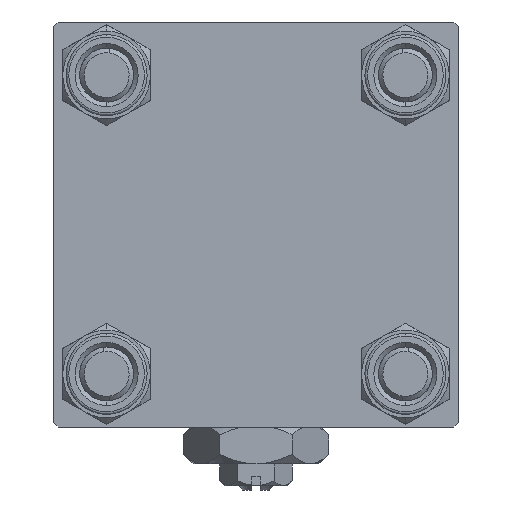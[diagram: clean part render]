
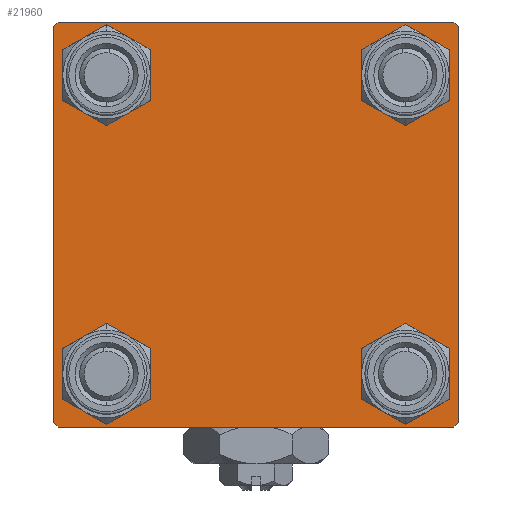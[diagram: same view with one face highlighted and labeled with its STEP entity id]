
A CAD part, left-side view. The second image highlights one B-rep face of the part: STEP entity #21960.
In plain terms, the highlighted planar face has unit normal (-1, 0, 0).
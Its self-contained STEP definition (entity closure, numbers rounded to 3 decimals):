
#197 = CARTESIAN_POINT ( 'NONE',  ( 0., 22.25, -22.25 ) ) ;
#237 = VERTEX_POINT ( 'NONE', #4386 ) ;
#355 = LINE ( 'NONE', #36869, #15465 ) ;
#865 = VERTEX_POINT ( 'NONE', #18228 ) ;
#1106 = CIRCLE ( 'NONE', #20108, 3.5 ) ;
#1522 = LINE ( 'NONE', #9902, #23506 ) ;
#1578 = LINE ( 'NONE', #34326, #19739 ) ;
#1803 = VERTEX_POINT ( 'NONE', #45151 ) ;
#1962 = ORIENTED_EDGE ( 'NONE', *, *, #50106, .T. ) ;
#2176 = CIRCLE ( 'NONE', #40186, 3.5 ) ;
#2670 = FACE_BOUND ( 'NONE', #42471, .T. ) ;
#2984 = CARTESIAN_POINT ( 'NONE',  ( 0., -22., -22.5 ) ) ;
#3666 = EDGE_CURVE ( 'NONE', #50410, #6384, #16319, .T. ) ;
#3827 = DIRECTION ( 'NONE',  ( 0., 0.707, -0.707 ) ) ;
#3985 = LINE ( 'NONE', #197, #8846 ) ;
#4306 = EDGE_CURVE ( 'NONE', #20191, #1803, #355, .T. ) ;
#4386 = CARTESIAN_POINT ( 'NONE',  ( 0., -16.6, 20.1 ) ) ;
#4868 = DIRECTION ( 'NONE',  ( 1., 0., 0. ) ) ;
#5007 = CARTESIAN_POINT ( 'NONE',  ( 0., -22.5, 22.5 ) ) ;
#5261 = VERTEX_POINT ( 'NONE', #15827 ) ;
#5266 = AXIS2_PLACEMENT_3D ( 'NONE', #15347, #22690, #31360 ) ;
#5784 = ORIENTED_EDGE ( 'NONE', *, *, #17108, .T. ) ;
#6384 = VERTEX_POINT ( 'NONE', #25573 ) ;
#6702 = CARTESIAN_POINT ( 'NONE',  ( 0., -22.5, 22. ) ) ;
#7084 = DIRECTION ( 'NONE',  ( 1., 0., 0. ) ) ;
#7771 = CARTESIAN_POINT ( 'NONE',  ( 0., -16.6, -16.6 ) ) ;
#7875 = AXIS2_PLACEMENT_3D ( 'NONE', #24487, #8271, #48339 ) ;
#8271 = DIRECTION ( 'NONE',  ( 1., 0., 0. ) ) ;
#8787 = CARTESIAN_POINT ( 'NONE',  ( 0., 22., -22.5 ) ) ;
#8846 = VECTOR ( 'NONE', #32926, 1000. ) ;
#9714 = EDGE_CURVE ( 'NONE', #5261, #43829, #40809, .T. ) ;
#9902 = CARTESIAN_POINT ( 'NONE',  ( 0., 22.5, 22.5 ) ) ;
#10068 = ORIENTED_EDGE ( 'NONE', *, *, #20706, .T. ) ;
#10551 = VERTEX_POINT ( 'NONE', #2984 ) ;
#11652 = LINE ( 'NONE', #11912, #40108 ) ;
#11912 = CARTESIAN_POINT ( 'NONE',  ( 0., 22.25, 22.25 ) ) ;
#12345 = CIRCLE ( 'NONE', #14935, 3.5 ) ;
#13398 = CARTESIAN_POINT ( 'NONE',  ( 0., -16.6, -16.6 ) ) ;
#13689 = ORIENTED_EDGE ( 'NONE', *, *, #4306, .T. ) ;
#14374 = ORIENTED_EDGE ( 'NONE', *, *, #28237, .T. ) ;
#14935 = AXIS2_PLACEMENT_3D ( 'NONE', #24007, #52986, #36473 ) ;
#15232 = EDGE_CURVE ( 'NONE', #43829, #5261, #1106, .T. ) ;
#15347 = CARTESIAN_POINT ( 'NONE',  ( 0., 0., 0. ) ) ;
#15465 = VECTOR ( 'NONE', #53376, 1000. ) ;
#15593 = DIRECTION ( 'NONE',  ( 0., 0., 1. ) ) ;
#15827 = CARTESIAN_POINT ( 'NONE',  ( 0., 16.6, -20.1 ) ) ;
#15885 = VECTOR ( 'NONE', #19515, 1000. ) ;
#16271 = EDGE_CURVE ( 'NONE', #18889, #237, #12345, .T. ) ;
#16319 = CIRCLE ( 'NONE', #50083, 3.5 ) ;
#16388 = AXIS2_PLACEMENT_3D ( 'NONE', #13398, #49941, #17715 ) ;
#16673 = EDGE_CURVE ( 'NONE', #20191, #34870, #33971, .T. ) ;
#17108 = EDGE_CURVE ( 'NONE', #41768, #10551, #21176, .T. ) ;
#17560 = CARTESIAN_POINT ( 'NONE',  ( 0., 16.6, -16.6 ) ) ;
#17715 = DIRECTION ( 'NONE',  ( 0., 0., 1. ) ) ;
#17749 = DIRECTION ( 'NONE',  ( 0., 0., -1. ) ) ;
#17920 = CARTESIAN_POINT ( 'NONE',  ( 0., -16.6, 16.6 ) ) ;
#18087 = EDGE_CURVE ( 'NONE', #18361, #865, #11652, .T. ) ;
#18228 = CARTESIAN_POINT ( 'NONE',  ( 0., 22.5, 22. ) ) ;
#18361 = VERTEX_POINT ( 'NONE', #35706 ) ;
#18365 = PLANE ( 'NONE',  #5266 ) ;
#18426 = CARTESIAN_POINT ( 'NONE',  ( 0., -16.6, -13.1 ) ) ;
#18798 = EDGE_CURVE ( 'NONE', #18361, #1803, #19251, .T. ) ;
#18889 = VERTEX_POINT ( 'NONE', #32243 ) ;
#19251 = LINE ( 'NONE', #35509, #15885 ) ;
#19425 = FACE_BOUND ( 'NONE', #22694, .T. ) ;
#19513 = CARTESIAN_POINT ( 'NONE',  ( 0., 16.6, -16.6 ) ) ;
#19515 = DIRECTION ( 'NONE',  ( 0., -1., 0. ) ) ;
#19739 = VECTOR ( 'NONE', #29743, 1000. ) ;
#20108 = AXIS2_PLACEMENT_3D ( 'NONE', #17560, #4868, #21354 ) ;
#20191 = VERTEX_POINT ( 'NONE', #6702 ) ;
#20207 = DIRECTION ( 'NONE',  ( 1., 0., 0. ) ) ;
#20568 = CARTESIAN_POINT ( 'NONE',  ( 0., 16.6, 20.1 ) ) ;
#20664 = EDGE_LOOP ( 'NONE', ( #1962, #10068 ) ) ;
#20706 = EDGE_CURVE ( 'NONE', #27515, #21073, #2176, .T. ) ;
#20820 = DIRECTION ( 'NONE',  ( 0., 0., 1. ) ) ;
#21073 = VERTEX_POINT ( 'NONE', #18426 ) ;
#21176 = LINE ( 'NONE', #21437, #38331 ) ;
#21354 = DIRECTION ( 'NONE',  ( 0., 0., 1. ) ) ;
#21400 = ORIENTED_EDGE ( 'NONE', *, *, #18798, .F. ) ;
#21437 = CARTESIAN_POINT ( 'NONE',  ( 0., 22.5, -22.5 ) ) ;
#21960 = ADVANCED_FACE ( 'NONE', ( #19425, #52198, #2670, #38945, #35408 ), #18365, .T. ) ;
#22514 = CIRCLE ( 'NONE', #52731, 3.5 ) ;
#22690 = DIRECTION ( 'NONE',  ( -1., 0., 0. ) ) ;
#22694 = EDGE_LOOP ( 'NONE', ( #25200, #50477 ) ) ;
#23506 = VECTOR ( 'NONE', #17749, 1000. ) ;
#24007 = CARTESIAN_POINT ( 'NONE',  ( 0., -16.6, 16.6 ) ) ;
#24448 = EDGE_CURVE ( 'NONE', #237, #18889, #22514, .T. ) ;
#24487 = CARTESIAN_POINT ( 'NONE',  ( 0., 16.6, 16.6 ) ) ;
#24867 = CARTESIAN_POINT ( 'NONE',  ( 0., 16.6, 16.6 ) ) ;
#25200 = ORIENTED_EDGE ( 'NONE', *, *, #24448, .T. ) ;
#25573 = CARTESIAN_POINT ( 'NONE',  ( 0., 16.6, 13.1 ) ) ;
#26483 = EDGE_CURVE ( 'NONE', #6384, #50410, #49367, .T. ) ;
#26744 = CIRCLE ( 'NONE', #16388, 3.5 ) ;
#27515 = VERTEX_POINT ( 'NONE', #49142 ) ;
#27932 = EDGE_LOOP ( 'NONE', ( #32731, #52032 ) ) ;
#28137 = EDGE_CURVE ( 'NONE', #34861, #41768, #3985, .T. ) ;
#28237 = EDGE_CURVE ( 'NONE', #865, #34861, #1522, .T. ) ;
#28671 = DIRECTION ( 'NONE',  ( 1., 0., 0. ) ) ;
#28705 = DIRECTION ( 'NONE',  ( 0., 0., 1. ) ) ;
#29743 = DIRECTION ( 'NONE',  ( 0., -0.707, 0.707 ) ) ;
#31360 = DIRECTION ( 'NONE',  ( 0., 0., 1. ) ) ;
#32243 = CARTESIAN_POINT ( 'NONE',  ( 0., -16.6, 13.1 ) ) ;
#32731 = ORIENTED_EDGE ( 'NONE', *, *, #3666, .T. ) ;
#32926 = DIRECTION ( 'NONE',  ( 0., -0.707, -0.707 ) ) ;
#33647 = DIRECTION ( 'NONE',  ( 0., 0., 1. ) ) ;
#33971 = LINE ( 'NONE', #5007, #38288 ) ;
#34147 = ORIENTED_EDGE ( 'NONE', *, *, #47110, .T. ) ;
#34326 = CARTESIAN_POINT ( 'NONE',  ( 0., -22.25, -22.25 ) ) ;
#34861 = VERTEX_POINT ( 'NONE', #50934 ) ;
#34870 = VERTEX_POINT ( 'NONE', #38746 ) ;
#35408 = FACE_OUTER_BOUND ( 'NONE', #43202, .T. ) ;
#35509 = CARTESIAN_POINT ( 'NONE',  ( 0., 22.5, 22.5 ) ) ;
#35706 = CARTESIAN_POINT ( 'NONE',  ( 0., 22., 22.5 ) ) ;
#35727 = ORIENTED_EDGE ( 'NONE', *, *, #28137, .T. ) ;
#36473 = DIRECTION ( 'NONE',  ( 0., 0., 1. ) ) ;
#36869 = CARTESIAN_POINT ( 'NONE',  ( 0., -22.25, 22.25 ) ) ;
#37686 = DIRECTION ( 'NONE',  ( 0., -1., 0. ) ) ;
#38288 = VECTOR ( 'NONE', #50479, 1000. ) ;
#38331 = VECTOR ( 'NONE', #37686, 1000. ) ;
#38746 = CARTESIAN_POINT ( 'NONE',  ( 0., -22.5, -22. ) ) ;
#38945 = FACE_BOUND ( 'NONE', #27932, .T. ) ;
#40108 = VECTOR ( 'NONE', #3827, 1000. ) ;
#40186 = AXIS2_PLACEMENT_3D ( 'NONE', #7771, #20207, #15593 ) ;
#40809 = CIRCLE ( 'NONE', #47723, 3.5 ) ;
#41768 = VERTEX_POINT ( 'NONE', #8787 ) ;
#42313 = DIRECTION ( 'NONE',  ( 1., 0., 0. ) ) ;
#42471 = EDGE_LOOP ( 'NONE', ( #45013, #45739 ) ) ;
#42511 = ORIENTED_EDGE ( 'NONE', *, *, #16673, .F. ) ;
#43202 = EDGE_LOOP ( 'NONE', ( #14374, #35727, #5784, #34147, #42511, #13689, #21400, #51153 ) ) ;
#43237 = CARTESIAN_POINT ( 'NONE',  ( 0., 16.6, -13.1 ) ) ;
#43829 = VERTEX_POINT ( 'NONE', #43237 ) ;
#45013 = ORIENTED_EDGE ( 'NONE', *, *, #15232, .T. ) ;
#45151 = CARTESIAN_POINT ( 'NONE',  ( 0., -22., 22.5 ) ) ;
#45739 = ORIENTED_EDGE ( 'NONE', *, *, #9714, .T. ) ;
#47110 = EDGE_CURVE ( 'NONE', #10551, #34870, #1578, .T. ) ;
#47723 = AXIS2_PLACEMENT_3D ( 'NONE', #19513, #7084, #28705 ) ;
#48339 = DIRECTION ( 'NONE',  ( 0., 0., 1. ) ) ;
#49142 = CARTESIAN_POINT ( 'NONE',  ( 0., -16.6, -20.1 ) ) ;
#49367 = CIRCLE ( 'NONE', #7875, 3.5 ) ;
#49941 = DIRECTION ( 'NONE',  ( 1., 0., 0. ) ) ;
#50083 = AXIS2_PLACEMENT_3D ( 'NONE', #24867, #28671, #20820 ) ;
#50106 = EDGE_CURVE ( 'NONE', #21073, #27515, #26744, .T. ) ;
#50410 = VERTEX_POINT ( 'NONE', #20568 ) ;
#50477 = ORIENTED_EDGE ( 'NONE', *, *, #16271, .T. ) ;
#50479 = DIRECTION ( 'NONE',  ( 0., 0., -1. ) ) ;
#50934 = CARTESIAN_POINT ( 'NONE',  ( 0., 22.5, -22. ) ) ;
#51153 = ORIENTED_EDGE ( 'NONE', *, *, #18087, .T. ) ;
#52032 = ORIENTED_EDGE ( 'NONE', *, *, #26483, .T. ) ;
#52198 = FACE_BOUND ( 'NONE', #20664, .T. ) ;
#52731 = AXIS2_PLACEMENT_3D ( 'NONE', #17920, #42313, #33647 ) ;
#52986 = DIRECTION ( 'NONE',  ( 1., 0., 0. ) ) ;
#53376 = DIRECTION ( 'NONE',  ( 0., 0.707, 0.707 ) ) ;
